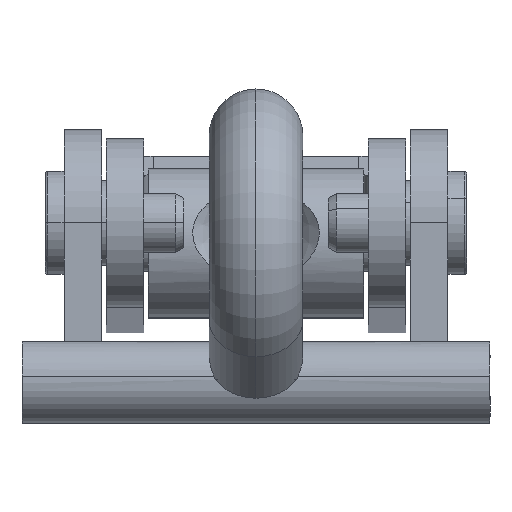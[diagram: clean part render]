
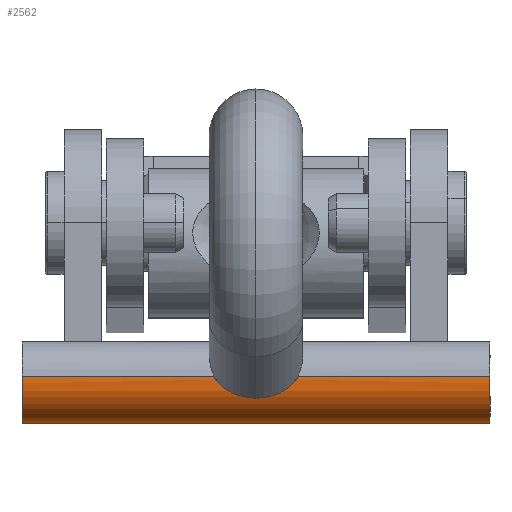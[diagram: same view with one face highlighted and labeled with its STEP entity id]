
A CAD part, top view. The second image highlights one B-rep face of the part: STEP entity #2562.
In plain terms, the highlighted cylindrical face has radius 2.19 mm (diameter 4.38 mm), a partial arc.
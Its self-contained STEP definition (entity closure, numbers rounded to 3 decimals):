
#188 = CARTESIAN_POINT ( 'NONE',  ( -10.463, 12.5, -43.383 ) ) ;
#204 = DIRECTION ( 'NONE',  ( 0., 0., -1. ) ) ;
#318 = VERTEX_POINT ( 'NONE', #2193 ) ;
#389 = CARTESIAN_POINT ( 'NONE',  ( -10.463, 12.5, -45.573 ) ) ;
#413 = FACE_OUTER_BOUND ( 'NONE', #2011, .T. ) ;
#428 = CARTESIAN_POINT ( 'NONE',  ( -10.643, 2.167, -47.756 ) ) ;
#476 = CARTESIAN_POINT ( 'NONE',  ( -10.643, 2.167, -47.756 ) ) ;
#497 = DIRECTION ( 'NONE',  ( 0., -1., 0. ) ) ;
#569 = CARTESIAN_POINT ( 'NONE',  ( -10.584, -2.195, -47.761 ) ) ;
#577 = ORIENTED_EDGE ( 'NONE', *, *, #1338, .F. ) ;
#654 = EDGE_CURVE ( 'NONE', #318, #1030, #889, .T. ) ;
#784 = VERTEX_POINT ( 'NONE', #3457 ) ;
#799 = EDGE_CURVE ( 'NONE', #784, #2470, #1422, .T. ) ;
#801 = CARTESIAN_POINT ( 'NONE',  ( -10.643, -2.167, -47.756 ) ) ;
#878 = CARTESIAN_POINT ( 'NONE',  ( -10.524, -2.222, -47.763 ) ) ;
#889 = LINE ( 'NONE', #188, #2993 ) ;
#978 = ORIENTED_EDGE ( 'NONE', *, *, #3215, .T. ) ;
#1030 = VERTEX_POINT ( 'NONE', #3067 ) ;
#1223 = DIRECTION ( 'NONE',  ( 0., 0., 1. ) ) ;
#1244 = CARTESIAN_POINT ( 'NONE',  ( -10.463, 2.247, -47.763 ) ) ;
#1272 = DIRECTION ( 'NONE',  ( 0., 1., 0. ) ) ;
#1280 = AXIS2_PLACEMENT_3D ( 'NONE', #2618, #1868, #204 ) ;
#1338 = EDGE_CURVE ( 'NONE', #2329, #318, #2138, .T. ) ;
#1341 = ORIENTED_EDGE ( 'NONE', *, *, #2484, .T. ) ;
#1378 = DIRECTION ( 'NONE',  ( 0., -1., 0. ) ) ;
#1422 = B_SPLINE_CURVE_WITH_KNOTS ( 'NONE', 3,
 ( #801, #569, #878, #1743 ),
 .UNSPECIFIED., .F., .F.,
 ( 4, 4 ),
 ( 0., 0. ),
 .UNSPECIFIED. ) ;
#1453 = AXIS2_PLACEMENT_3D ( 'NONE', #389, #1272, #1223 ) ;
#1531 = CARTESIAN_POINT ( 'NONE',  ( -10.463, -12.5, -45.573 ) ) ;
#1545 = CARTESIAN_POINT ( 'NONE',  ( -10.524, 2.222, -47.763 ) ) ;
#1625 = CARTESIAN_POINT ( 'NONE',  ( -10.463, -2.247, -47.763 ) ) ;
#1669 = EDGE_CURVE ( 'NONE', #2470, #2830, #3439, .T. ) ;
#1692 = VECTOR ( 'NONE', #3205, 1000. ) ;
#1693 = CARTESIAN_POINT ( 'NONE',  ( -10.463, 12.5, -47.763 ) ) ;
#1743 = CARTESIAN_POINT ( 'NONE',  ( -10.463, -2.247, -47.763 ) ) ;
#1770 = LINE ( 'NONE', #1846, #1692 ) ;
#1846 = CARTESIAN_POINT ( 'NONE',  ( -10.643, 12.5, -47.756 ) ) ;
#1868 = DIRECTION ( 'NONE',  ( 0., -1., 0. ) ) ;
#1958 = CARTESIAN_POINT ( 'NONE',  ( -10.463, -12.5, -47.763 ) ) ;
#2010 = EDGE_CURVE ( 'NONE', #2329, #3180, #3143, .T. ) ;
#2011 = EDGE_LOOP ( 'NONE', ( #2974, #577, #2069, #2924, #978, #2652, #3497, #1341 ) ) ;
#2015 = VECTOR ( 'NONE', #497, 1000. ) ;
#2069 = ORIENTED_EDGE ( 'NONE', *, *, #2010, .T. ) ;
#2098 = CARTESIAN_POINT ( 'NONE',  ( -10.584, 2.195, -47.761 ) ) ;
#2138 = CIRCLE ( 'NONE', #1453, 2.19 ) ;
#2193 = CARTESIAN_POINT ( 'NONE',  ( -10.463, 12.5, -43.383 ) ) ;
#2329 = VERTEX_POINT ( 'NONE', #2945 ) ;
#2354 = B_SPLINE_CURVE_WITH_KNOTS ( 'NONE', 3,
 ( #3438, #1545, #2098, #428 ),
 .UNSPECIFIED., .F., .F.,
 ( 4, 4 ),
 ( 0.003, 0.003 ),
 .UNSPECIFIED. ) ;
#2405 = CARTESIAN_POINT ( 'NONE',  ( -10.463, 12.5, -47.763 ) ) ;
#2413 = VECTOR ( 'NONE', #1378, 1000. ) ;
#2470 = VERTEX_POINT ( 'NONE', #1625 ) ;
#2484 = EDGE_CURVE ( 'NONE', #2830, #1030, #2701, .T. ) ;
#2562 = ADVANCED_FACE ( 'NONE', ( #413 ), #3179, .T. ) ;
#2618 = CARTESIAN_POINT ( 'NONE',  ( -10.463, 12.5, -45.573 ) ) ;
#2652 = ORIENTED_EDGE ( 'NONE', *, *, #799, .T. ) ;
#2701 = CIRCLE ( 'NONE', #3544, 2.19 ) ;
#2722 = DIRECTION ( 'NONE',  ( 0., -1., 0. ) ) ;
#2751 = DIRECTION ( 'NONE',  ( 0., 1., 0. ) ) ;
#2830 = VERTEX_POINT ( 'NONE', #1958 ) ;
#2924 = ORIENTED_EDGE ( 'NONE', *, *, #3154, .T. ) ;
#2945 = CARTESIAN_POINT ( 'NONE',  ( -10.463, 12.5, -47.763 ) ) ;
#2974 = ORIENTED_EDGE ( 'NONE', *, *, #654, .F. ) ;
#2993 = VECTOR ( 'NONE', #2722, 1000. ) ;
#3067 = CARTESIAN_POINT ( 'NONE',  ( -10.463, -12.5, -43.383 ) ) ;
#3079 = DIRECTION ( 'NONE',  ( 0., 0., 1. ) ) ;
#3143 = LINE ( 'NONE', #1693, #2413 ) ;
#3154 = EDGE_CURVE ( 'NONE', #3180, #3410, #2354, .T. ) ;
#3179 = CYLINDRICAL_SURFACE ( 'NONE', #1280, 2.19 ) ;
#3180 = VERTEX_POINT ( 'NONE', #1244 ) ;
#3205 = DIRECTION ( 'NONE',  ( 0., -1., 0. ) ) ;
#3215 = EDGE_CURVE ( 'NONE', #3410, #784, #1770, .T. ) ;
#3410 = VERTEX_POINT ( 'NONE', #476 ) ;
#3438 = CARTESIAN_POINT ( 'NONE',  ( -10.463, 2.247, -47.763 ) ) ;
#3439 = LINE ( 'NONE', #2405, #2015 ) ;
#3457 = CARTESIAN_POINT ( 'NONE',  ( -10.643, -2.167, -47.756 ) ) ;
#3497 = ORIENTED_EDGE ( 'NONE', *, *, #1669, .T. ) ;
#3544 = AXIS2_PLACEMENT_3D ( 'NONE', #1531, #2751, #3079 ) ;
